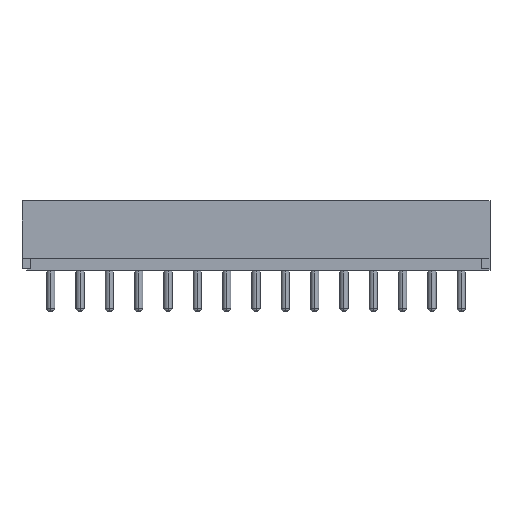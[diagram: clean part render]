
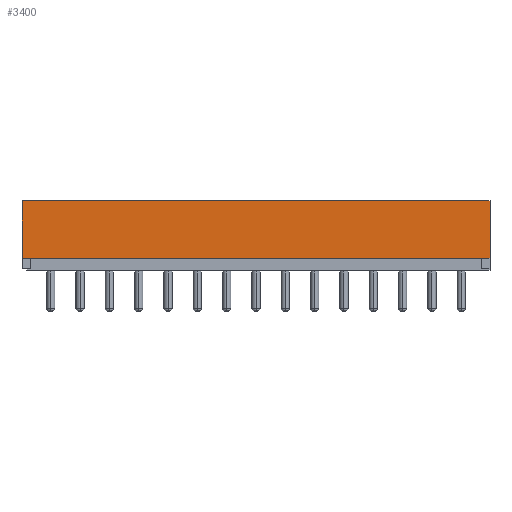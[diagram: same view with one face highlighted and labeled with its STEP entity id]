
A CAD part, top view. The second image highlights one B-rep face of the part: STEP entity #3400.
In plain terms, the highlighted planar face has unit normal (0, 0, 1).
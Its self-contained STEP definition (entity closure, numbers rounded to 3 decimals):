
#61=DIRECTION('',(0.,1.,0.));
#62=VECTOR('',#61,4.9);
#63=CARTESIAN_POINT('',(19.95,-1.95,2.47));
#64=LINE('',#63,#62);
#109=DIRECTION('',(1.,0.,0.));
#110=VECTOR('',#109,39.9);
#111=CARTESIAN_POINT('',(-19.95,2.95,2.47));
#112=LINE('',#111,#110);
#205=DIRECTION('',(0.,1.,0.));
#206=VECTOR('',#205,4.9);
#207=CARTESIAN_POINT('',(-19.95,-1.95,2.47));
#208=LINE('',#207,#206);
#213=DIRECTION('',(1.,0.,0.));
#214=VECTOR('',#213,39.9);
#215=CARTESIAN_POINT('',(-19.95,-1.95,2.47));
#216=LINE('',#215,#214);
#2473=CARTESIAN_POINT('',(-19.95,2.95,2.47));
#2474=CARTESIAN_POINT('',(19.95,2.95,2.47));
#2475=VERTEX_POINT('',#2473);
#2476=VERTEX_POINT('',#2474);
#2511=CARTESIAN_POINT('',(19.95,-1.95,2.47));
#2512=VERTEX_POINT('',#2511);
#2545=CARTESIAN_POINT('',(-19.95,-1.95,2.47));
#2546=VERTEX_POINT('',#2545);
#3388=CARTESIAN_POINT('',(-19.95,-2.95,2.47));
#3389=DIRECTION('',(0.,0.,1.));
#3390=DIRECTION('',(1.,0.,0.));
#3391=AXIS2_PLACEMENT_3D('',#3388,#3389,#3390);
#3392=PLANE('',#3391);
#3394=ORIENTED_EDGE('',*,*,#3393,.F.);
#3395=ORIENTED_EDGE('',*,*,#3359,.T.);
#3396=ORIENTED_EDGE('',*,*,#3299,.T.);
#3397=ORIENTED_EDGE('',*,*,#3239,.F.);
#3398=EDGE_LOOP('',(#3394,#3395,#3396,#3397));
#3399=FACE_OUTER_BOUND('',#3398,.F.);
#3400=ADVANCED_FACE('',(#3399),#3392,.T.);
#3239=EDGE_CURVE('',#2512,#2476,#64,.T.);
#3299=EDGE_CURVE('',#2475,#2476,#112,.T.);
#3359=EDGE_CURVE('',#2546,#2475,#208,.T.);
#3393=EDGE_CURVE('',#2546,#2512,#216,.T.);
